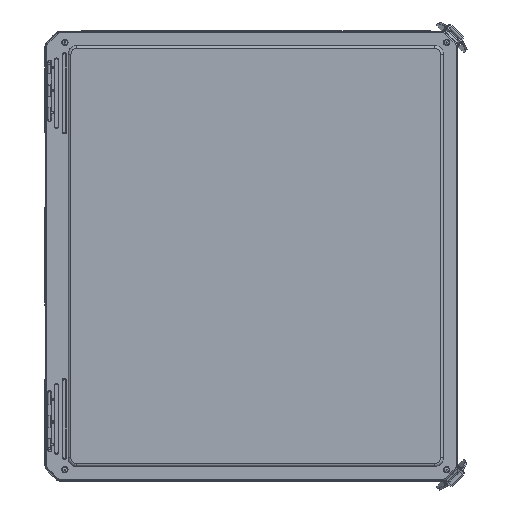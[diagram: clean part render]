
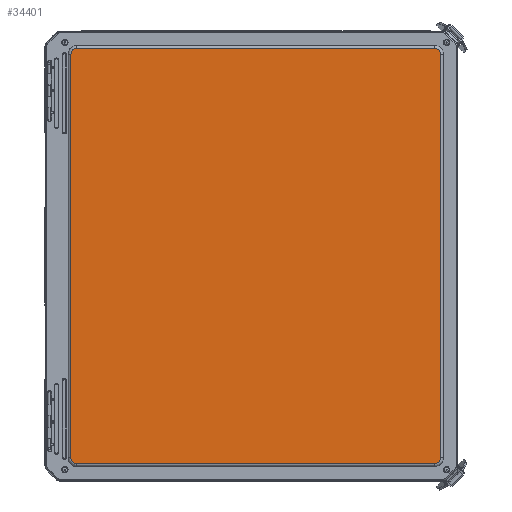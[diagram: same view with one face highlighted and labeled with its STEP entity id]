
A CAD part, top view. The second image highlights one B-rep face of the part: STEP entity #34401.
In plain terms, the highlighted face is planar.
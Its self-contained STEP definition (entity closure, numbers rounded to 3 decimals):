
#1324=ELLIPSE('',#38345,0.25,0.25);
#1327=ELLIPSE('',#38349,0.25,0.25);
#1328=ELLIPSE('',#38355,0.25,0.25);
#1331=ELLIPSE('',#38359,0.25,0.25);
#4669=LINE('',#78301,#7160);
#4671=LINE('',#78454,#7162);
#4674=LINE('',#78461,#7165);
#4676=LINE('',#78609,#7167);
#7160=VECTOR('',#47976,15.742);
#7162=VECTOR('',#47996,17.742);
#7165=VECTOR('',#48003,17.742);
#7167=VECTOR('',#48019,15.742);
#8101=PLANE('',#38365);
#10216=FACE_OUTER_BOUND('',#12444,.T.);
#12444=EDGE_LOOP('',(#31118,#31119,#31120,#31121,#31122,#31123,#31124,#31125));
#16868=VERTEX_POINT('',#78298);
#16869=VERTEX_POINT('',#78300);
#16872=VERTEX_POINT('',#78369);
#16873=VERTEX_POINT('',#78445);
#16876=VERTEX_POINT('',#78452);
#16877=VERTEX_POINT('',#78457);
#16880=VERTEX_POINT('',#78535);
#16881=VERTEX_POINT('',#78602);
#21673=EDGE_CURVE('',#16868,#16869,#4669,.T.);
#21677=EDGE_CURVE('',#16872,#16868,#1324,.T.);
#21681=EDGE_CURVE('',#16869,#16873,#1327,.T.);
#21683=EDGE_CURVE('',#16876,#16872,#4671,.T.);
#21687=EDGE_CURVE('',#16873,#16877,#4674,.T.);
#21689=EDGE_CURVE('',#16880,#16876,#1328,.T.);
#21693=EDGE_CURVE('',#16877,#16881,#1331,.T.);
#21695=EDGE_CURVE('',#16881,#16880,#4676,.T.);
#31118=ORIENTED_EDGE('',*,*,#21673,.F.);
#31119=ORIENTED_EDGE('',*,*,#21677,.F.);
#31120=ORIENTED_EDGE('',*,*,#21683,.F.);
#31121=ORIENTED_EDGE('',*,*,#21689,.F.);
#31122=ORIENTED_EDGE('',*,*,#21695,.F.);
#31123=ORIENTED_EDGE('',*,*,#21693,.F.);
#31124=ORIENTED_EDGE('',*,*,#21687,.F.);
#31125=ORIENTED_EDGE('',*,*,#21681,.F.);
#34401=ADVANCED_FACE('',(#10216),#8101,.F.);
#38345=AXIS2_PLACEMENT_3D('',#78371,#47982,#47983);
#38349=AXIS2_PLACEMENT_3D('',#78449,#47990,#47991);
#38355=AXIS2_PLACEMENT_3D('',#78537,#48006,#48007);
#38359=AXIS2_PLACEMENT_3D('',#78606,#48014,#48015);
#38365=AXIS2_PLACEMENT_3D('',#78619,#48033,#48034);
#47976=DIRECTION('',(1.,0.,0.));
#47982=DIRECTION('center_axis',(0.,0.,1.));
#47983=DIRECTION('ref_axis',(-0.707,-0.707,0.));
#47990=DIRECTION('center_axis',(0.,0.,1.));
#47991=DIRECTION('ref_axis',(0.707,-0.707,0.));
#47996=DIRECTION('',(0.,-1.,0.));
#48003=DIRECTION('',(0.,1.,0.));
#48006=DIRECTION('center_axis',(0.,0.,1.));
#48007=DIRECTION('ref_axis',(-0.707,0.707,0.));
#48014=DIRECTION('center_axis',(0.,0.,1.));
#48015=DIRECTION('ref_axis',(0.707,0.707,0.));
#48019=DIRECTION('',(-1.,0.,0.));
#48033=DIRECTION('center_axis',(0.,0.,1.));
#48034=DIRECTION('ref_axis',(1.,0.,0.));
#78298=CARTESIAN_POINT('',(-7.683,-9.121,0.));
#78300=CARTESIAN_POINT('',(8.058,-9.121,0.));
#78301=CARTESIAN_POINT('',(-7.683,-9.121,0.));
#78369=CARTESIAN_POINT('',(-7.933,-8.871,0.));
#78371=CARTESIAN_POINT('Origin',(-7.683,-8.871,0.));
#78445=CARTESIAN_POINT('',(8.308,-8.871,0.));
#78449=CARTESIAN_POINT('Origin',(8.058,-8.871,0.));
#78452=CARTESIAN_POINT('',(-7.933,8.871,0.));
#78454=CARTESIAN_POINT('',(-7.933,8.871,0.));
#78457=CARTESIAN_POINT('',(8.308,8.871,0.));
#78461=CARTESIAN_POINT('',(8.308,-8.871,0.));
#78535=CARTESIAN_POINT('',(-7.683,9.121,0.));
#78537=CARTESIAN_POINT('Origin',(-7.683,8.871,0.));
#78602=CARTESIAN_POINT('',(8.058,9.121,0.));
#78606=CARTESIAN_POINT('Origin',(8.058,8.871,0.));
#78609=CARTESIAN_POINT('',(8.058,9.121,0.));
#78619=CARTESIAN_POINT('Origin',(0.188,0.,0.));
